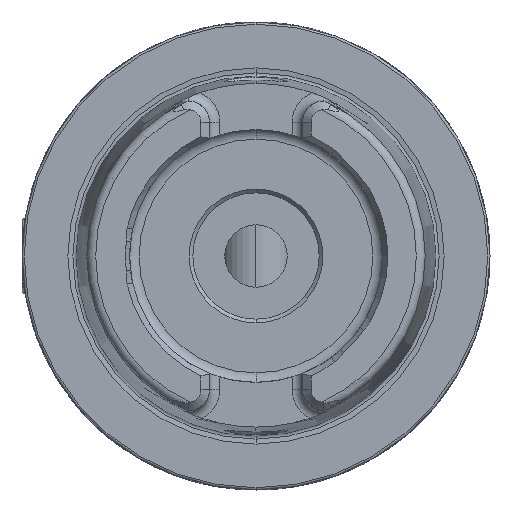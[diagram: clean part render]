
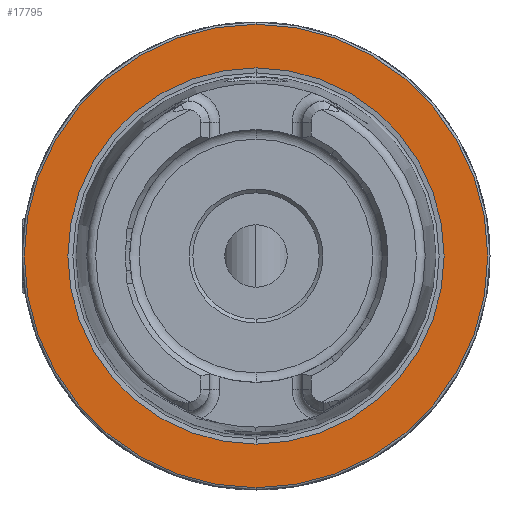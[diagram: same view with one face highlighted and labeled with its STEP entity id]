
A CAD part, left-side view. The second image highlights one B-rep face of the part: STEP entity #17795.
In plain terms, the highlighted planar face has unit normal (-1, 0, 0).
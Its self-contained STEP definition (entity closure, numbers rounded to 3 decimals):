
#4733 = AXIS2_PLACEMENT_3D ( 'NONE', #12737, #5687, #30659 ) ;
#5313 = DIRECTION ( 'NONE',  ( -1., 0., 0. ) ) ;
#5418 = FACE_BOUND ( 'NONE', #45003, .T. ) ;
#5590 = ORIENTED_EDGE ( 'NONE', *, *, #40190, .F. ) ;
#5687 = DIRECTION ( 'NONE',  ( 1., 0., 0. ) ) ;
#6993 = DIRECTION ( 'NONE',  ( -1., 0., 0. ) ) ;
#7329 = EDGE_LOOP ( 'NONE', ( #34571, #45665 ) ) ;
#7392 = VERTEX_POINT ( 'NONE', #42160 ) ;
#8648 = CIRCLE ( 'NONE', #22816, 25.324 ) ;
#10463 = AXIS2_PLACEMENT_3D ( 'NONE', #26679, #5313, #30264 ) ;
#11048 = VERTEX_POINT ( 'NONE', #12977 ) ;
#12737 = CARTESIAN_POINT ( 'NONE',  ( 0., 31.2, 0. ) ) ;
#12977 = CARTESIAN_POINT ( 'NONE',  ( 0., 0., 31.2 ) ) ;
#14643 = CARTESIAN_POINT ( 'NONE',  ( 0., 0., -25.324 ) ) ;
#15505 = CARTESIAN_POINT ( 'NONE',  ( 0., 0., 0. ) ) ;
#16048 = FACE_OUTER_BOUND ( 'NONE', #7329, .T. ) ;
#17795 = ADVANCED_FACE ( 'NONE', ( #5418, #16048 ), #23478, .F. ) ;
#17846 = CIRCLE ( 'NONE', #45725, 25.324 ) ;
#19046 = DIRECTION ( 'NONE',  ( 0., 0., 1. ) ) ;
#19833 = AXIS2_PLACEMENT_3D ( 'NONE', #15505, #40418, #19046 ) ;
#19991 = EDGE_CURVE ( 'NONE', #11048, #7392, #40122, .T. ) ;
#20824 = DIRECTION ( 'NONE',  ( -1., 0., 0. ) ) ;
#22103 = VERTEX_POINT ( 'NONE', #42620 ) ;
#22816 = AXIS2_PLACEMENT_3D ( 'NONE', #42193, #20824, #45774 ) ;
#23411 = EDGE_CURVE ( 'NONE', #7392, #11048, #38240, .T. ) ;
#23478 = PLANE ( 'NONE',  #4733 ) ;
#23769 = VERTEX_POINT ( 'NONE', #14643 ) ;
#26679 = CARTESIAN_POINT ( 'NONE',  ( 0., 0., 0. ) ) ;
#28330 = CARTESIAN_POINT ( 'NONE',  ( 0., 0., 0. ) ) ;
#29617 = EDGE_CURVE ( 'NONE', #23769, #22103, #17846, .T. ) ;
#30264 = DIRECTION ( 'NONE',  ( 0., 0., 1. ) ) ;
#30659 = DIRECTION ( 'NONE',  ( 0., 0., -1. ) ) ;
#31922 = DIRECTION ( 'NONE',  ( 0., 0., 1. ) ) ;
#34571 = ORIENTED_EDGE ( 'NONE', *, *, #19991, .T. ) ;
#38240 = CIRCLE ( 'NONE', #19833, 31.2 ) ;
#40122 = CIRCLE ( 'NONE', #10463, 31.2 ) ;
#40190 = EDGE_CURVE ( 'NONE', #22103, #23769, #8648, .T. ) ;
#40418 = DIRECTION ( 'NONE',  ( -1., 0., 0. ) ) ;
#41356 = ORIENTED_EDGE ( 'NONE', *, *, #29617, .F. ) ;
#42160 = CARTESIAN_POINT ( 'NONE',  ( 0., 0., -31.2 ) ) ;
#42193 = CARTESIAN_POINT ( 'NONE',  ( 0., 0., 0. ) ) ;
#42620 = CARTESIAN_POINT ( 'NONE',  ( 0., 0., 25.324 ) ) ;
#45003 = EDGE_LOOP ( 'NONE', ( #5590, #41356 ) ) ;
#45665 = ORIENTED_EDGE ( 'NONE', *, *, #23411, .T. ) ;
#45725 = AXIS2_PLACEMENT_3D ( 'NONE', #28330, #6993, #31922 ) ;
#45774 = DIRECTION ( 'NONE',  ( 0., 0., 1. ) ) ;
